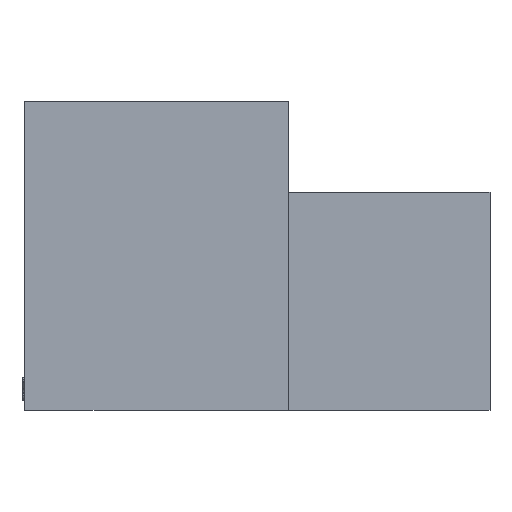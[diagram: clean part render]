
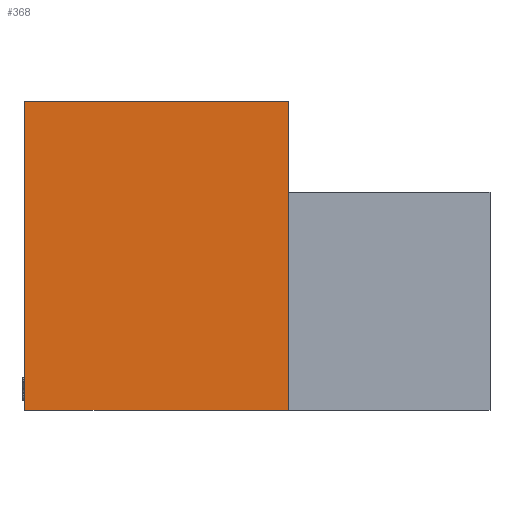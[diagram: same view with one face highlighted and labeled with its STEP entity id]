
A CAD part, left-side view. The second image highlights one B-rep face of the part: STEP entity #368.
In plain terms, the highlighted planar face has unit normal (-1, 0, 0).
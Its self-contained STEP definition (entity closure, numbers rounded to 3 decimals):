
#261 = CARTESIAN_POINT ( 'NONE',  ( 0., 11.506, -13.487 ) ) ;
#368 = ADVANCED_FACE ( 'NONE', ( #7601 ), #5812, .F. ) ;
#866 = VECTOR ( 'NONE', #15497, 1000. ) ;
#1168 = VERTEX_POINT ( 'NONE', #4763 ) ;
#1514 = VERTEX_POINT ( 'NONE', #19841 ) ;
#1911 = VERTEX_POINT ( 'NONE', #6758 ) ;
#2019 = LINE ( 'NONE', #11091, #10497 ) ;
#2359 = LINE ( 'NONE', #13868, #866 ) ;
#2367 = EDGE_CURVE ( 'NONE', #1514, #1168, #18998, .T. ) ;
#2882 = DIRECTION ( 'NONE',  ( 1., 0., 0. ) ) ;
#4763 = CARTESIAN_POINT ( 'NONE',  ( 0., 0., 0. ) ) ;
#5812 = PLANE ( 'NONE',  #6202 ) ;
#5991 = VECTOR ( 'NONE', #19443, 1000. ) ;
#6098 = ORIENTED_EDGE ( 'NONE', *, *, #10147, .F. ) ;
#6202 = AXIS2_PLACEMENT_3D ( 'NONE', #12423, #2882, #9110 ) ;
#6328 = CARTESIAN_POINT ( 'NONE',  ( 0., 11.506, 0. ) ) ;
#6539 = ORIENTED_EDGE ( 'NONE', *, *, #2367, .F. ) ;
#6758 = CARTESIAN_POINT ( 'NONE',  ( 0., 0., -13.487 ) ) ;
#7601 = FACE_OUTER_BOUND ( 'NONE', #17023, .T. ) ;
#7742 = EDGE_CURVE ( 'NONE', #1911, #16733, #2359, .T. ) ;
#9110 = DIRECTION ( 'NONE',  ( 0., 0., -1. ) ) ;
#10147 = EDGE_CURVE ( 'NONE', #1168, #1911, #12226, .T. ) ;
#10497 = VECTOR ( 'NONE', #12564, 1000. ) ;
#10753 = EDGE_CURVE ( 'NONE', #16733, #1514, #2019, .T. ) ;
#11091 = CARTESIAN_POINT ( 'NONE',  ( 0., 11.506, -13.487 ) ) ;
#12226 = LINE ( 'NONE', #18545, #19717 ) ;
#12423 = CARTESIAN_POINT ( 'NONE',  ( 0., 0., 0. ) ) ;
#12564 = DIRECTION ( 'NONE',  ( 0., 0., 1. ) ) ;
#13868 = CARTESIAN_POINT ( 'NONE',  ( 0., -8.814, -13.487 ) ) ;
#14542 = ORIENTED_EDGE ( 'NONE', *, *, #7742, .F. ) ;
#15497 = DIRECTION ( 'NONE',  ( 0., 1., 0. ) ) ;
#16733 = VERTEX_POINT ( 'NONE', #261 ) ;
#17023 = EDGE_LOOP ( 'NONE', ( #14542, #6098, #6539, #18604 ) ) ;
#18545 = CARTESIAN_POINT ( 'NONE',  ( 0., 0., 0. ) ) ;
#18604 = ORIENTED_EDGE ( 'NONE', *, *, #10753, .F. ) ;
#18681 = DIRECTION ( 'NONE',  ( 0., 0., -1. ) ) ;
#18998 = LINE ( 'NONE', #6328, #5991 ) ;
#19443 = DIRECTION ( 'NONE',  ( 0., -1., 0. ) ) ;
#19717 = VECTOR ( 'NONE', #18681, 1000. ) ;
#19841 = CARTESIAN_POINT ( 'NONE',  ( 0., 11.506, 0. ) ) ;
